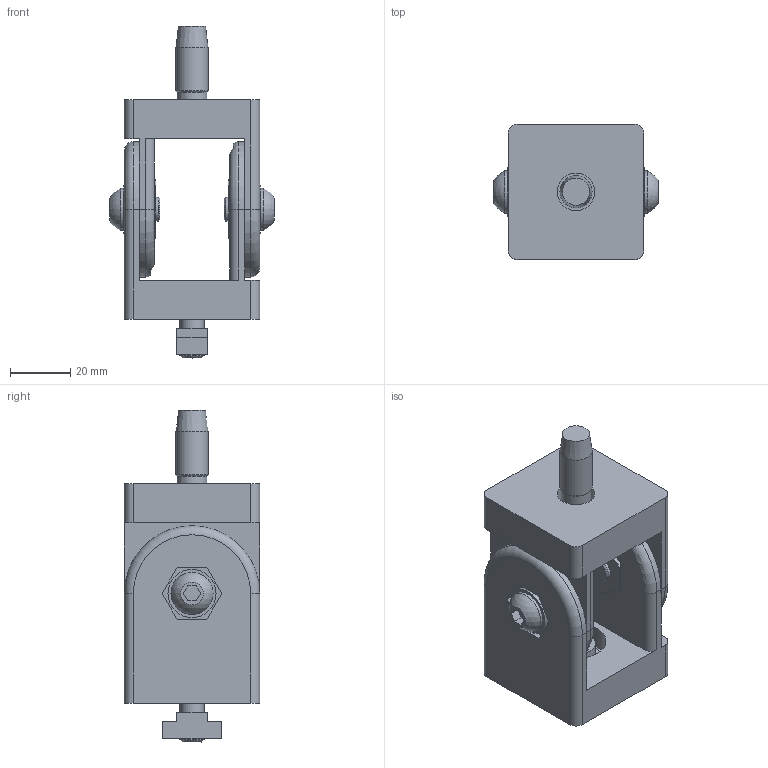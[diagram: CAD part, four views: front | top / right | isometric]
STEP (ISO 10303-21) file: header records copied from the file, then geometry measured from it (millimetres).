
FILE_DESCRIPTION(/* description */ ('JOINT 45X45'),/* implementation_level */ '2;1');
FILE_NAME(/* name */ '3842543403.stp',/* time_stamp */ '2026-03-17T09:37:35+01:00',/* author */ ('andreas.svensson'),/* organization */ (''),/* preprocessor_version */ 'ST-DEVELOPER v20.1',/* originating_system */ 'Autodesk Inventor 2026',/* authorisation */ '');
FILE_SCHEMA (('AUTOMOTIVE_DESIGN { 1 0 10303 214 3 1 1 }'));
Length unit declared in the file: millimetre
Products named in the file (1): 3842543403
Bounding box: 54.86 x 45 x 110.4 mm (x, y, z)
Volume: 89464 mm3; surface area: 28357.4 mm2
Topology: 1 solids, 1 shells, 169 faces, 378 edges, 244 vertices
Faces by surface type: plane 113, cylinder 42, cone 8, torus 4, sphere 2
Full cylindrical faces by diameter (mm): 8 x6, 8.4 x3, 9.9 x1, 10.7 x1, 12.5 x2, 13 x5, 14 x2, 16 x3, 19.6 x1, 20 x2
Entity records: 4740 total; most frequent: CARTESIAN_POINT 820, DIRECTION 818, ORIENTED_EDGE 756, EDGE_CURVE 378, AXIS2_PLACEMENT_3D 274, LINE 270, VECTOR 270, VERTEX_POINT 244
